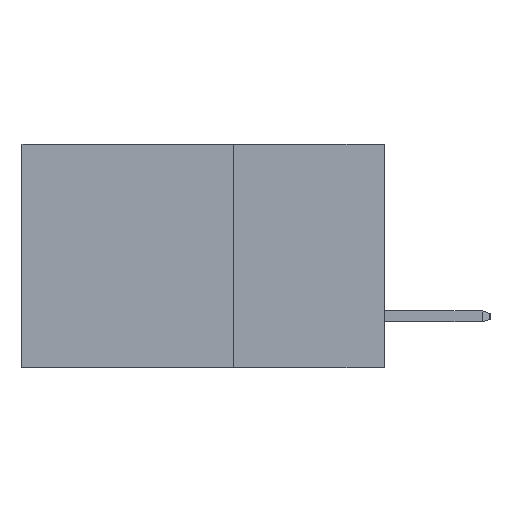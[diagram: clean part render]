
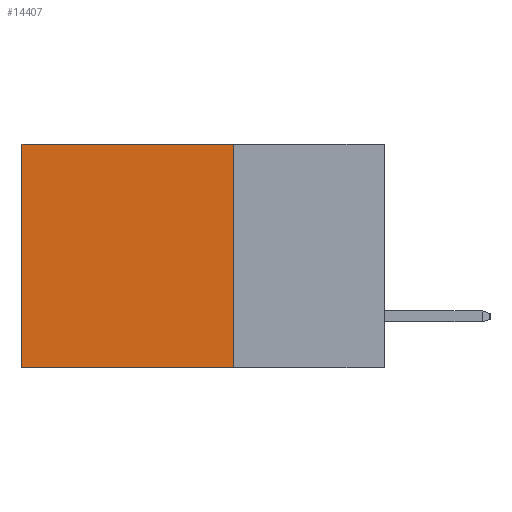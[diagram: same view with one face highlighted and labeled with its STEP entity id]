
A CAD part, left-side view. The second image highlights one B-rep face of the part: STEP entity #14407.
In plain terms, the highlighted planar face has unit normal (-1, 0, 0).
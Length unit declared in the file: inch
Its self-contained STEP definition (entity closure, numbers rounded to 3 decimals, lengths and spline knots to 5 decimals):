
#1626 = ORIENTED_EDGE ( 'NONE', *, *, #3358, .F. ) ;
#1743 = CARTESIAN_POINT ( 'NONE',  ( 0.298, 0.25, -0.37 ) ) ;
#2582 = PLANE ( 'NONE',  #15076 ) ;
#3358 = EDGE_CURVE ( 'NONE', #8452, #17705, #5547, .T. ) ;
#3617 = CARTESIAN_POINT ( 'NONE',  ( 0.298, 0.25, -0.37 ) ) ;
#4269 = CARTESIAN_POINT ( 'NONE',  ( 0.298, 0.6, 0. ) ) ;
#4509 = DIRECTION ( 'NONE',  ( 0., 0., -1. ) ) ;
#5044 = ORIENTED_EDGE ( 'NONE', *, *, #21342, .T. ) ;
#5547 = LINE ( 'NONE', #9843, #15240 ) ;
#5959 = LINE ( 'NONE', #1743, #20859 ) ;
#8452 = VERTEX_POINT ( 'NONE', #13550 ) ;
#9367 = VERTEX_POINT ( 'NONE', #21997 ) ;
#9631 = LINE ( 'NONE', #13521, #19404 ) ;
#9843 = CARTESIAN_POINT ( 'NONE',  ( 0.298, 0.25, 0. ) ) ;
#10592 = CARTESIAN_POINT ( 'NONE',  ( 0.298, 0.6, 0. ) ) ;
#10650 = EDGE_CURVE ( 'NONE', #11201, #9367, #24395, .T. ) ;
#11201 = VERTEX_POINT ( 'NONE', #4269 ) ;
#12497 = FACE_OUTER_BOUND ( 'NONE', #21282, .T. ) ;
#12503 = DIRECTION ( 'NONE',  ( 0., 0., -1. ) ) ;
#13521 = CARTESIAN_POINT ( 'NONE',  ( 0.298, 0.25, 0. ) ) ;
#13550 = CARTESIAN_POINT ( 'NONE',  ( 0.298, 0.25, 0. ) ) ;
#14045 = VECTOR ( 'NONE', #12503, 39.37008 ) ;
#14407 = ADVANCED_FACE ( 'NONE', ( #12497 ), #2582, .F. ) ;
#15076 = AXIS2_PLACEMENT_3D ( 'NONE', #18036, #16152, #4509 ) ;
#15240 = VECTOR ( 'NONE', #19565, 39.37008 ) ;
#15500 = DIRECTION ( 'NONE',  ( 0., 1., 0. ) ) ;
#16152 = DIRECTION ( 'NONE',  ( 1., 0., 0. ) ) ;
#16922 = ORIENTED_EDGE ( 'NONE', *, *, #10650, .T. ) ;
#17705 = VERTEX_POINT ( 'NONE', #3617 ) ;
#18036 = CARTESIAN_POINT ( 'NONE',  ( 0.298, 0.25, 0. ) ) ;
#18749 = ORIENTED_EDGE ( 'NONE', *, *, #21872, .F. ) ;
#19404 = VECTOR ( 'NONE', #15500, 39.37008 ) ;
#19565 = DIRECTION ( 'NONE',  ( 0., 0., -1. ) ) ;
#20859 = VECTOR ( 'NONE', #21007, 39.37008 ) ;
#21007 = DIRECTION ( 'NONE',  ( 0., 1., 0. ) ) ;
#21282 = EDGE_LOOP ( 'NONE', ( #16922, #18749, #1626, #5044 ) ) ;
#21342 = EDGE_CURVE ( 'NONE', #8452, #11201, #9631, .T. ) ;
#21872 = EDGE_CURVE ( 'NONE', #17705, #9367, #5959, .T. ) ;
#21997 = CARTESIAN_POINT ( 'NONE',  ( 0.298, 0.6, -0.37 ) ) ;
#24395 = LINE ( 'NONE', #10592, #14045 ) ;
